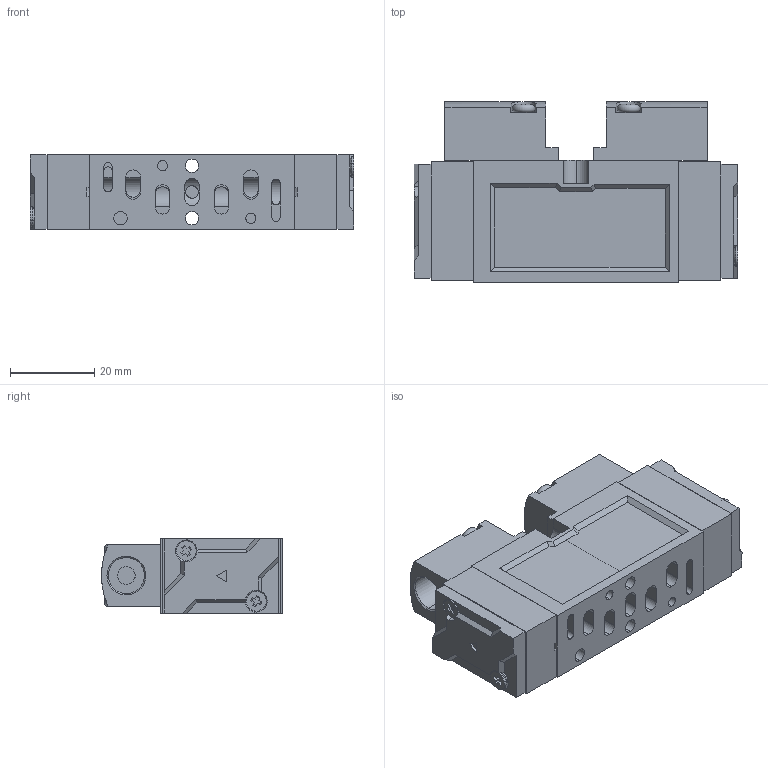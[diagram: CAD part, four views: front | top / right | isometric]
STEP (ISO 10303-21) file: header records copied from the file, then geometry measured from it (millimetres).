
FILE_DESCRIPTION (( 'STEP AP203' ), '1' );
FILE_NAME ('SIP220.STEP', '2013-01-29T08:03:58', ( '' ), ( '' ), 'SwSTEP 2.0', 'SolidWorks 2008', '' );
FILE_SCHEMA (( 'CONFIG_CONTROL_DESIGN' ));
Length unit declared in the file: millimetre
Products named in the file (9): SIP220; SIV200 BODY_晦獄 撲薑; semi_ル遽; SemiPilotZnDC(SF2000)_ル遽; SemiPilotCover(ZnDC)_ル遽; SemiPilotCoverBolt M3xL16_ル遽; MA_ル遽; PneumaticPilot_ル遽; PneumaticPilotBoltM3xL16_ル遽
Assembly tree (12 placements, depth 3):
  SIP220
    semi_ル遽  x2
      SemiPilotCover(ZnDC)_ル遽
      SemiPilotZnDC(SF2000)_ル遽
      SemiPilotCoverBolt M3xL16_ル遽
    MA_ル遽  x2
      PneumaticPilotBoltM3xL16_ル遽
      PneumaticPilot_ル遽
    SIV200 BODY_晦獄 撲薑
Bounding box: 77 x 42.94 x 18 mm (x, y, z)
Volume: 35684.8 mm3; surface area: 25870.8 mm2
Topology: 15 solids, 19 shells, 882 faces, 2317 edges, 1492 vertices
Faces by surface type: plane 524, cylinder 278, cone 72, torus 8
Entity records: 16141 total; most frequent: CARTESIAN_POINT 2999, DIRECTION 2574, ORIENTED_EDGE 2468, EDGE_CURVE 1234, AXIS2_PLACEMENT_3D 881, VECTOR 812, LINE 812, VERTEX_POINT 804
